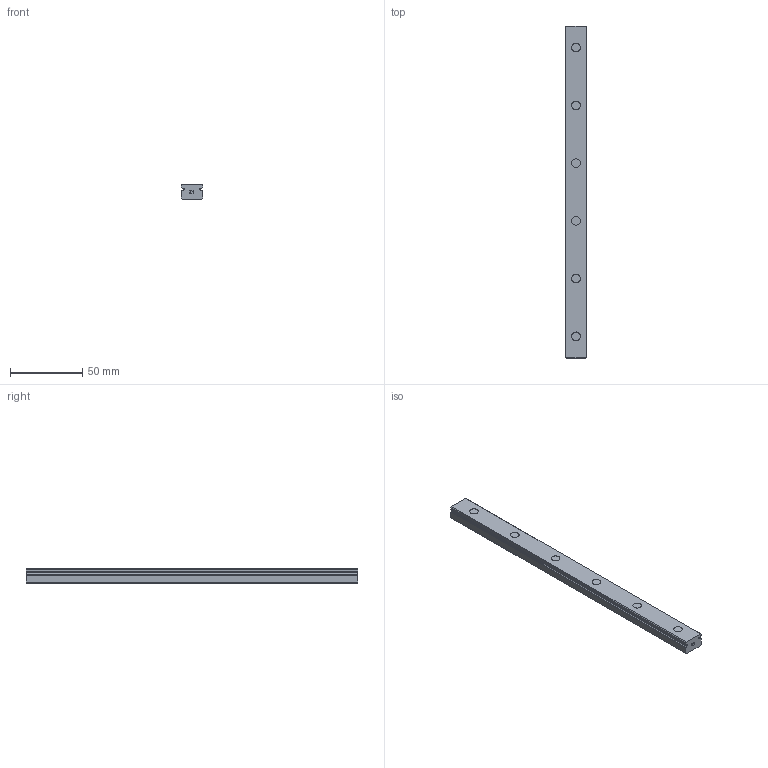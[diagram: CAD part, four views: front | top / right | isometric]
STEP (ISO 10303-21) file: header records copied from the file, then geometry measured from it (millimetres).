
FILE_DESCRIPTION(('STEP AP214'),'1');
FILE_NAME('cctmp_AFA1B1B2-AD92-40FE-BFC0-DEC7B9C7A278_2021_02_19_12_39_17_0359..stp','2021-02-19T11:39:17',('HIWIN GmbH'),('CADClick - www.CADClick.com'),'Spatial InterOp 3D',' ','unknown authorization');
FILE_SCHEMA(('AUTOMOTIVE_DESIGN'));
Length unit declared in the file: millimetre
Products named in the file (1): MGNR15R230CM_FILE
Bounding box: 15 x 230 x 10 mm (x, y, z)
Volume: 31912.6 mm3; surface area: 13911.3 mm2
Topology: 1 solids, 1 shells, 149 faces, 375 edges, 250 vertices
Faces by surface type: plane 97, cylinder 52
Entity records: 5689 total; most frequent: DIRECTION 779, CARTESIAN_POINT 775, ORIENTED_EDGE 750, EDGE_CURVE 375, LINE 271, VECTOR 271, AXIS2_PLACEMENT_3D 254, VERTEX_POINT 250
